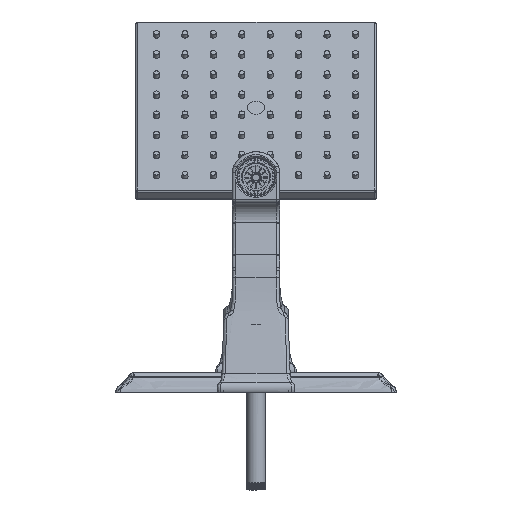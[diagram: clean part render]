
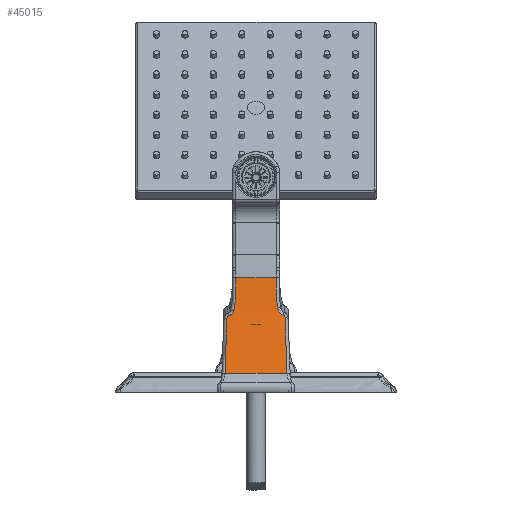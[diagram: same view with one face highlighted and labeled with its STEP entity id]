
A CAD part, front view. The second image highlights one B-rep face of the part: STEP entity #45015.
In plain terms, the highlighted cylindrical face has radius 420 mm (diameter 840 mm), a partial arc.
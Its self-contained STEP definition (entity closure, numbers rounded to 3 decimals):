
#40404=CARTESIAN_POINT('',(12.,-19.4,
19.643));
#40405=CARTESIAN_POINT('',(23.378,-15.893,
18.77));
#40406=CARTESIAN_POINT('',(34.939,-12.861,
18.34));
#40407=CARTESIAN_POINT('',(46.607,-10.329,
18.387));
#40409=CARTESIAN_POINT('',(46.607,-10.329,
18.387));
#40410=CARTESIAN_POINT('',(47.058,-10.231,
18.389));
#40411=CARTESIAN_POINT('',(47.958,-10.037,
18.126));
#40412=CARTESIAN_POINT('',(48.522,-9.918,
17.388));
#40413=CARTESIAN_POINT('',(48.648,-9.891,
16.969));
#40415=CARTESIAN_POINT('',(48.648,-9.891,
16.969));
#40416=CARTESIAN_POINT('',(48.74,-9.871,
16.662));
#40417=CARTESIAN_POINT('',(48.993,-9.818,
16.082));
#40418=CARTESIAN_POINT('',(49.658,-9.678,
15.253));
#40419=CARTESIAN_POINT('',(50.452,-9.512,
14.664));
#40420=CARTESIAN_POINT('',(51.113,-9.376,
14.378));
#40421=CARTESIAN_POINT('',(51.476,-9.302,
14.277));
#40423=CARTESIAN_POINT('',(51.476,-9.302,
14.277));
#40424=CARTESIAN_POINT('',(52.915,-9.007,
13.876));
#40425=CARTESIAN_POINT('',(55.956,-8.398,
13.234));
#40426=CARTESIAN_POINT('',(61.705,-7.328,
12.848));
#40427=CARTESIAN_POINT('',(66.604,-6.481,
12.876));
#40428=CARTESIAN_POINT('',(70.646,-5.833,
12.94));
#40429=CARTESIAN_POINT('',(72.751,-5.514,
12.968));
#40431=DIRECTION('',(0.,0.,-1.));
#40432=VECTOR('',#40431,25.941);
#40433=CARTESIAN_POINT('',(73.009,-5.475,
12.971));
#40434=LINE('',#40433,#40432);
#40435=CARTESIAN_POINT('',(72.751,-5.514,
-12.968));
#40436=CARTESIAN_POINT('',(70.933,-5.79,
-12.944));
#40437=CARTESIAN_POINT('',(67.403,-6.351,
-12.889));
#40438=CARTESIAN_POINT('',(62.961,-7.107,
-12.846));
#40439=CARTESIAN_POINT('',(57.74,-8.059,
-13.061));
#40440=CARTESIAN_POINT('',(54.805,-8.632,
-13.505));
#40441=CARTESIAN_POINT('',(53.388,-8.915,
-13.807));
#40443=CARTESIAN_POINT('',(53.388,-8.915,
-13.807));
#40444=CARTESIAN_POINT('',(52.905,-9.012,
-13.91));
#40445=CARTESIAN_POINT('',(52.001,-9.194,
-14.228));
#40446=CARTESIAN_POINT('',(50.829,-9.434,
-14.965));
#40447=CARTESIAN_POINT('',(49.826,-9.643,
-16.005));
#40448=CARTESIAN_POINT('',(49.377,-9.737,
-16.776));
#40449=CARTESIAN_POINT('',(49.196,-9.775,
-17.191));
#40451=CARTESIAN_POINT('',(49.196,-9.775,
-17.191));
#40452=CARTESIAN_POINT('',(49.037,-9.809,
-17.555));
#40453=CARTESIAN_POINT('',(48.478,-9.926,
-18.175));
#40454=CARTESIAN_POINT('',(47.665,-10.1,
-18.392));
#40455=CARTESIAN_POINT('',(47.257,-10.188,
-18.39));
#40457=CARTESIAN_POINT('',(47.257,-10.188,
-18.39));
#40458=CARTESIAN_POINT('',(35.369,-12.749,
-18.324));
#40459=CARTESIAN_POINT('',(23.589,-15.828,
-18.753));
#40460=CARTESIAN_POINT('',(12.,-19.4,
-19.643));
#40499=DIRECTION('',(0.,0.,-1.));
#40500=VECTOR('',#40499,39.286);
#40501=CARTESIAN_POINT('',(12.,-19.4,
19.643));
#40502=LINE('',#40501,#40500);
#40937=CARTESIAN_POINT('',(72.751,-5.514,
-12.968));
#40938=CARTESIAN_POINT('',(72.78,-5.51,
-12.968));
#40939=CARTESIAN_POINT('',(72.837,-5.501,
-12.969));
#40940=CARTESIAN_POINT('',(72.923,-5.488,
-12.97));
#40941=CARTESIAN_POINT('',(72.98,-5.48,
-12.97));
#40942=CARTESIAN_POINT('',(73.009,-5.475,
-12.971));
#40989=CARTESIAN_POINT('',(73.009,-5.475,
12.971));
#40990=CARTESIAN_POINT('',(72.98,-5.48,
12.97));
#40991=CARTESIAN_POINT('',(72.923,-5.488,
12.97));
#40992=CARTESIAN_POINT('',(72.837,-5.501,
12.969));
#40993=CARTESIAN_POINT('',(72.78,-5.51,
12.968));
#40994=CARTESIAN_POINT('',(72.751,-5.514,
12.968));
#44380=VERTEX_POINT('',#40457);
#44381=VERTEX_POINT('',#40460);
#44382=VERTEX_POINT('',#40404);
#44383=VERTEX_POINT('',#40407);
#44384=VERTEX_POINT('',#40413);
#44385=VERTEX_POINT('',#40421);
#44386=VERTEX_POINT('',#40429);
#44387=VERTEX_POINT('',#40989);
#44388=CARTESIAN_POINT('',(73.009,-5.475,
-12.971));
#44389=VERTEX_POINT('',#44388);
#44390=VERTEX_POINT('',#40937);
#44391=VERTEX_POINT('',#40441);
#44392=VERTEX_POINT('',#40449);
#44985=CARTESIAN_POINT('',(135.702,-420.77,-30.));
#44986=DIRECTION('',(0.,0.,1.));
#44987=DIRECTION('',(1.,0.,0.));
#44988=AXIS2_PLACEMENT_3D('',#44985,#44986,#44987);
#44989=CYLINDRICAL_SURFACE('',#44988,420.);
#44991=ORIENTED_EDGE('',*,*,#44990,.T.);
#44993=ORIENTED_EDGE('',*,*,#44992,.T.);
#44995=ORIENTED_EDGE('',*,*,#44994,.T.);
#44997=ORIENTED_EDGE('',*,*,#44996,.T.);
#44999=ORIENTED_EDGE('',*,*,#44998,.F.);
#45001=ORIENTED_EDGE('',*,*,#45000,.T.);
#45003=ORIENTED_EDGE('',*,*,#45002,.F.);
#45005=ORIENTED_EDGE('',*,*,#45004,.T.);
#45007=ORIENTED_EDGE('',*,*,#45006,.T.);
#45009=ORIENTED_EDGE('',*,*,#45008,.T.);
#45010=ORIENTED_EDGE('',*,*,#44975,.T.);
#45012=ORIENTED_EDGE('',*,*,#45011,.F.);
#45013=EDGE_LOOP('',(#44991,#44993,#44995,#44997,#44999,#45001,#45003,#45005,
#45007,#45009,#45010,#45012));
#45014=FACE_OUTER_BOUND('',#45013,.F.);
#45015=ADVANCED_FACE('',(#45014),#44989,.F.);
#40408=B_SPLINE_CURVE_WITH_KNOTS('',3,(#40404,#40405,#40406,#40407),
.UNSPECIFIED.,.F.,.F.,(4,4),(0.,1.),.UNSPECIFIED.);
#40414=B_SPLINE_CURVE_WITH_KNOTS('',3,(#40409,#40410,#40411,#40412,#40413),
.UNSPECIFIED.,.F.,.F.,(4,1,4),(0.,0.5,1.),.UNSPECIFIED.);
#40422=B_SPLINE_CURVE_WITH_KNOTS('',3,(#40415,#40416,#40417,#40418,#40419,
#40420,#40421),.UNSPECIFIED.,.F.,.F.,(4,1,1,1,4),(0.,0.25,0.5,0.75,
1.),.UNSPECIFIED.);
#40430=B_SPLINE_CURVE_WITH_KNOTS('',3,(#40423,#40424,#40425,#40426,#40427,
#40428,#40429),.UNSPECIFIED.,.F.,.F.,(4,1,1,1,4),(0.,0.25,0.5,0.75,
1.),.UNSPECIFIED.);
#40442=B_SPLINE_CURVE_WITH_KNOTS('',3,(#40435,#40436,#40437,#40438,#40439,
#40440,#40441),.UNSPECIFIED.,.F.,.F.,(4,1,1,1,4),(0.,0.25,0.5,0.75,
1.),.UNSPECIFIED.);
#40450=B_SPLINE_CURVE_WITH_KNOTS('',3,(#40443,#40444,#40445,#40446,#40447,
#40448,#40449),.UNSPECIFIED.,.F.,.F.,(4,1,1,1,4),(0.,0.25,0.5,0.75,
1.),.UNSPECIFIED.);
#40456=B_SPLINE_CURVE_WITH_KNOTS('',3,(#40451,#40452,#40453,#40454,#40455),
.UNSPECIFIED.,.F.,.F.,(4,1,4),(0.,0.5,1.),.UNSPECIFIED.);
#40461=B_SPLINE_CURVE_WITH_KNOTS('',3,(#40457,#40458,#40459,#40460),
.UNSPECIFIED.,.F.,.F.,(4,4),(0.,1.),.UNSPECIFIED.);
#40943=B_SPLINE_CURVE_WITH_KNOTS('',3,(#40937,#40938,#40939,#40940,#40941,
#40942),.UNSPECIFIED.,.F.,.F.,(4,1,1,4),(0.,0.333,
0.667,1.),.UNSPECIFIED.);
#40995=B_SPLINE_CURVE_WITH_KNOTS('',3,(#40989,#40990,#40991,#40992,#40993,
#40994),.UNSPECIFIED.,.F.,.F.,(4,1,1,4),(0.,0.333,
0.667,1.),.UNSPECIFIED.);
#44975=EDGE_CURVE('',#44380,#44381,#40461,.T.);
#44990=EDGE_CURVE('',#44382,#44383,#40408,.T.);
#44992=EDGE_CURVE('',#44383,#44384,#40414,.T.);
#44994=EDGE_CURVE('',#44384,#44385,#40422,.T.);
#44996=EDGE_CURVE('',#44385,#44386,#40430,.T.);
#44998=EDGE_CURVE('',#44387,#44386,#40995,.T.);
#45000=EDGE_CURVE('',#44387,#44389,#40434,.T.);
#45002=EDGE_CURVE('',#44390,#44389,#40943,.T.);
#45004=EDGE_CURVE('',#44390,#44391,#40442,.T.);
#45006=EDGE_CURVE('',#44391,#44392,#40450,.T.);
#45008=EDGE_CURVE('',#44392,#44380,#40456,.T.);
#45011=EDGE_CURVE('',#44382,#44381,#40502,.T.);
